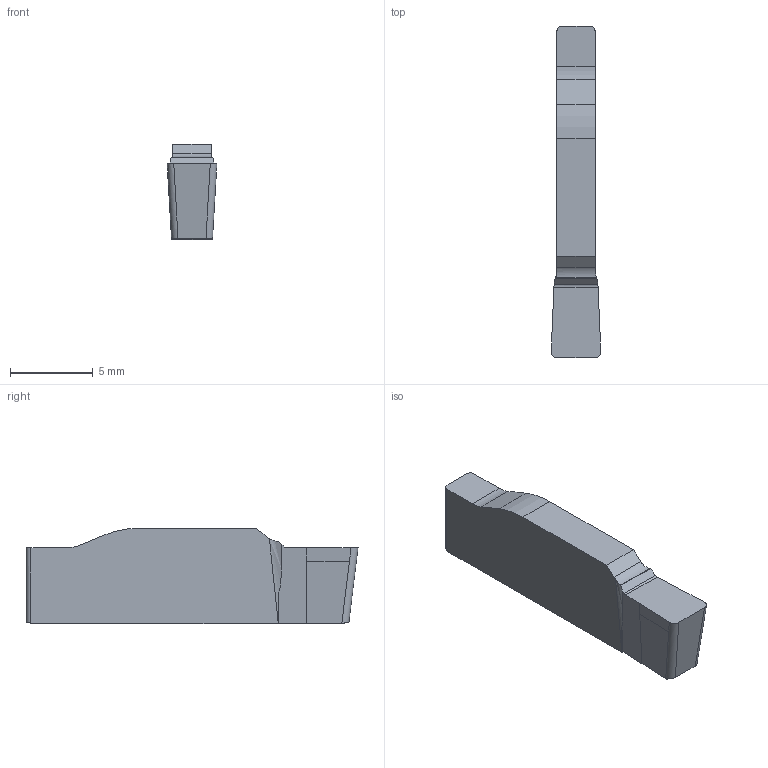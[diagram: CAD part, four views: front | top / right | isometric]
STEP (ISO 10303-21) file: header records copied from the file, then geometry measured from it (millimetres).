
FILE_DESCRIPTION(/* description */ (''),/* implementation_level */ '2;1');
FILE_NAME(/* name */ 'aaa343057_a.stp',/* time_stamp */ '2019-11-25T10:33:59+01:00',/* author */ (''),/* organization */ ('SMS'),/* preprocessor_version */ 'ST-DEVELOPER v16.7',/* originating_system */ 'SIEMENS PLM Software NX 12.0',/* authorisation */ '');
FILE_SCHEMA (('AUTOMOTIVE_DESIGN { 1 0 10303 214 3 1 1 1 }'));
Length unit declared in the file: millimetre
Products named in the file (1): AAA343057_A
Bounding box: 3 x 20.05 x 5.76 mm (x, y, z)
Volume: 241.8 mm3; surface area: 320.9 mm2
Topology: 1 solids, 1 shells, 36 faces, 103 edges, 71 vertices
Faces by surface type: plane 22, cylinder 11, bspline 2, extrusion 1
Entity records: 2029 total; most frequent: CARTESIAN_POINT 1044, ORIENTED_EDGE 206, DIRECTION 176, EDGE_CURVE 103, VERTEX_POINT 70, VECTOR 62, LINE 61, AXIS2_PLACEMENT_3D 57
